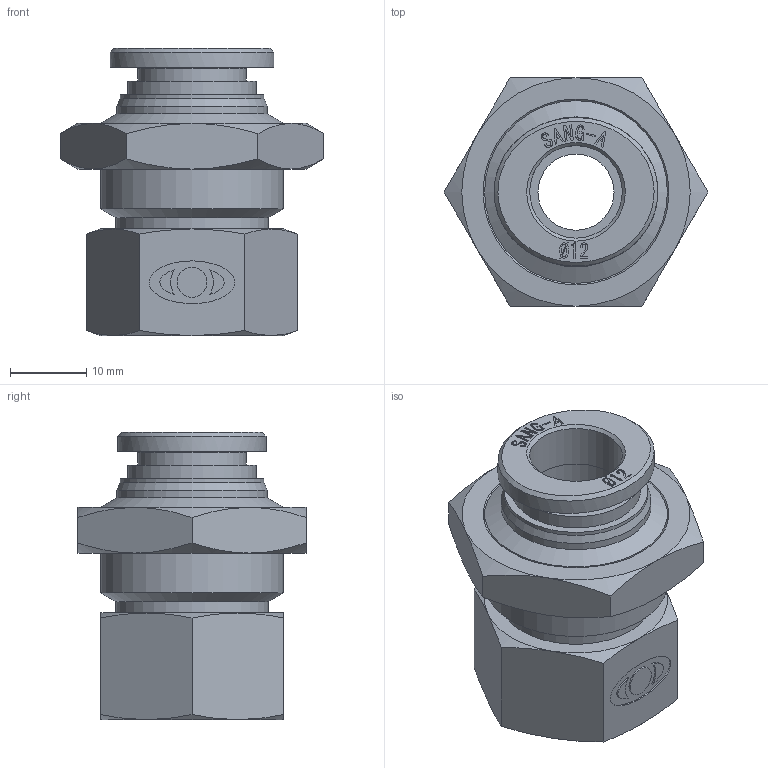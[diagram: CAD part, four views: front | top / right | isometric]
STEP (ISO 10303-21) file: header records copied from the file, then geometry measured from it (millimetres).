
FILE_DESCRIPTION((''),'2;1');
FILE_NAME('F-PMF 1203.stp','2021-02-24T17:26:46',('Administrator'),(''),'Autodesk Inventor 2013','Autodesk Inventor 2013','');
FILE_SCHEMA(('CONFIG_CONTROL_DESIGN'));
Length unit declared in the file: millimetre
Products named in the file (4): F-PMF 1203; F-SLEEVE 12(SUS); F-PMF BODY 1203; NUT 12
Assembly tree (3 placements, depth 2):
  F-PMF 1203
    F-SLEEVE 12(SUS)
    F-PMF BODY 1203
    NUT 12
Bounding box: 34.64 x 30 x 37.7 mm (x, y, z)
Volume: 12701.6 mm3; surface area: 7403.4 mm2
Topology: 3 solids, 3 shells, 321 faces, 825 edges, 539 vertices
Faces by surface type: plane 140, bspline 135, cone 33, cylinder 13
Full cylindrical faces by diameter (mm): 3.931 x1, 10 x1, 12.15 x1, 12.2 x1, 14.2 x1, 16.9 x1, 18.9 x1, 19.7 x1, 20 x1, 23.2 x1, 24 x1
Entity records: 9961 total; most frequent: CARTESIAN_POINT 3116, ORIENTED_EDGE 1604, DIRECTION 944, EDGE_CURVE 802, VERTEX_POINT 536, VECTOR 428, LINE 428, EDGE_LOOP 376
